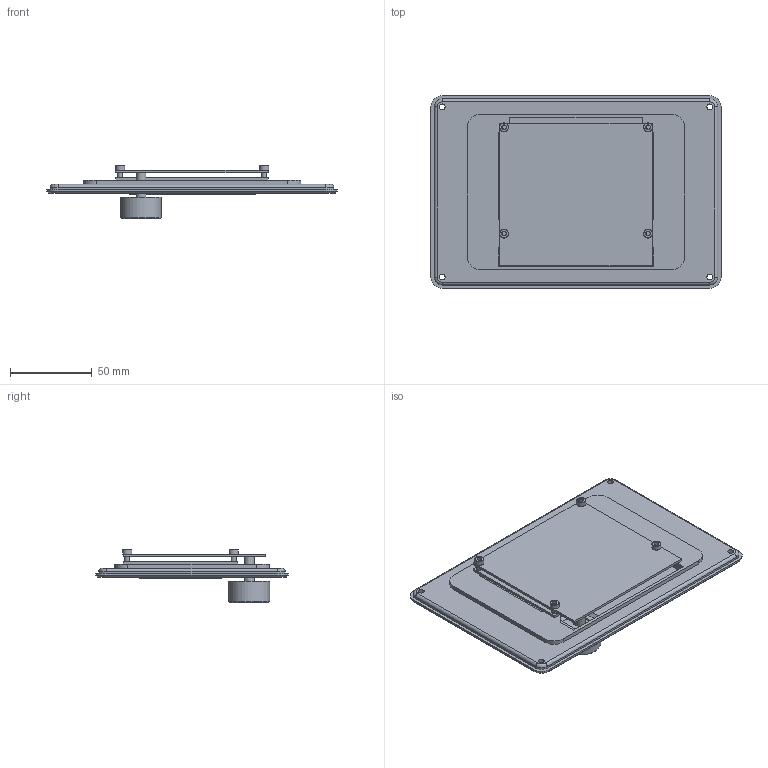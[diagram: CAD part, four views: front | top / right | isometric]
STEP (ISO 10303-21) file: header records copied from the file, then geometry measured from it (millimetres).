
FILE_DESCRIPTION(/* description */ (''),/* implementation_level */ '2;1');
FILE_NAME(/* name */ 'Display Panel - Generic 12864.step',/* time_stamp */ '2022-10-19T00:32:53-05:00',/* author */ (''),/* organization */ (''),/* preprocessor_version */ 'ST-DEVELOPER v19',/* originating_system */ 'Autodesk Translation Framework v11.7.0.108',/* authorisation */ '');
FILE_SCHEMA (('AUTOMOTIVE_DESIGN { 1 0 10303 214 3 1 1 }'));
Length unit declared in the file: millimetre
Products named in the file (6): Display Panel - Assembly - LCD 12864; PN501; PN150; lcd Knob; lcd; Display Panel - LCD12864
Assembly tree (8 placements, depth 3):
  Display Panel - Assembly - LCD 12864
    PN501  x4
    PN150
      lcd Knob
      lcd
    Display Panel - LCD12864
Bounding box: 177.1 x 117.62 x 32.5 mm (x, y, z)
Volume: 146889.9 mm3; surface area: 75096.4 mm2
Topology: 8 solids, 8 shells, 226 faces, 492 edges, 301 vertices
Faces by surface type: plane 125, cylinder 56, cone 41, torus 4
Full cylindrical faces by diameter (mm): 2.8 x4, 3 x4, 3.1 x8, 3.6 x4, 5 x1, 5.5 x4, 6 x1, 10 x1, 25 x1
Entity records: 4973 total; most frequent: DIRECTION 852, CARTESIAN_POINT 812, ORIENTED_EDGE 762, EDGE_CURVE 381, AXIS2_PLACEMENT_3D 299, LINE 254, VECTOR 254, VERTEX_POINT 241
